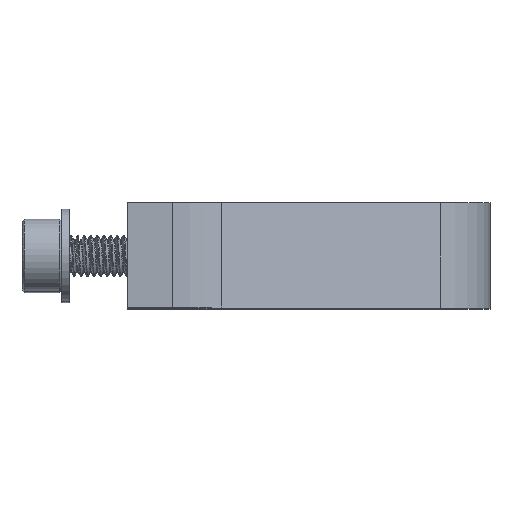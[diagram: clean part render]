
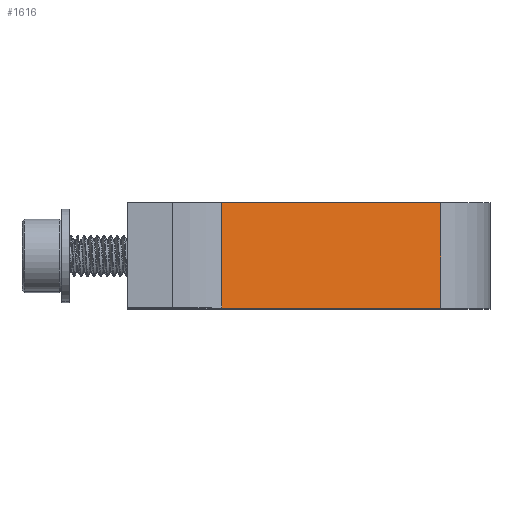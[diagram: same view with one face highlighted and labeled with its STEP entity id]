
A CAD part, top view. The second image highlights one B-rep face of the part: STEP entity #1616.
In plain terms, the highlighted planar face has unit normal (0.5, 0, 0.866).
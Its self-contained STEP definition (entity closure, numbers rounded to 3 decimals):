
#176=PLANE('',#1764);
#211=FACE_OUTER_BOUND('',#304,.T.);
#304=EDGE_LOOP('',(#1123,#1124,#1125,#1126));
#392=LINE('',#2337,#495);
#404=LINE('',#2375,#507);
#421=LINE('',#2421,#524);
#422=LINE('',#2423,#525);
#495=VECTOR('',#1910,8.);
#507=VECTOR('',#1938,19.151);
#524=VECTOR('',#1987,8.);
#525=VECTOR('',#1990,19.151);
#650=VERTEX_POINT('',#2330);
#653=VERTEX_POINT('',#2335);
#671=VERTEX_POINT('',#2373);
#684=VERTEX_POINT('',#2419);
#816=EDGE_CURVE('',#653,#650,#392,.T.);
#835=EDGE_CURVE('',#653,#671,#404,.T.);
#858=EDGE_CURVE('',#684,#671,#421,.T.);
#859=EDGE_CURVE('',#650,#684,#422,.T.);
#1123=ORIENTED_EDGE('',*,*,#816,.F.);
#1124=ORIENTED_EDGE('',*,*,#835,.T.);
#1125=ORIENTED_EDGE('',*,*,#858,.F.);
#1126=ORIENTED_EDGE('',*,*,#859,.F.);
#1616=ADVANCED_FACE('',(#211),#176,.F.);
#1764=AXIS2_PLACEMENT_3D('',#2422,#1988,#1989);
#1910=DIRECTION('',(0.,-1.,0.));
#1938=DIRECTION('',(-0.866,0.,0.5));
#1987=DIRECTION('',(0.,1.,0.));
#1988=DIRECTION('center_axis',(-0.5,0.,-0.866));
#1989=DIRECTION('ref_axis',(-0.866,0.,0.5));
#1990=DIRECTION('',(-0.866,0.,0.5));
#2330=CARTESIAN_POINT('',(-15.5,13.25,301.92));
#2335=CARTESIAN_POINT('',(-15.5,21.25,301.92));
#2337=CARTESIAN_POINT('',(-15.5,18.25,301.92));
#2373=CARTESIAN_POINT('',(-32.085,21.25,311.495));
#2375=CARTESIAN_POINT('',(-7.554,21.25,297.333));
#2419=CARTESIAN_POINT('',(-32.085,13.25,311.495));
#2421=CARTESIAN_POINT('',(-32.085,15.25,311.495));
#2422=CARTESIAN_POINT('Origin',(-7.554,13.25,297.333));
#2423=CARTESIAN_POINT('',(-7.554,13.25,297.333));
